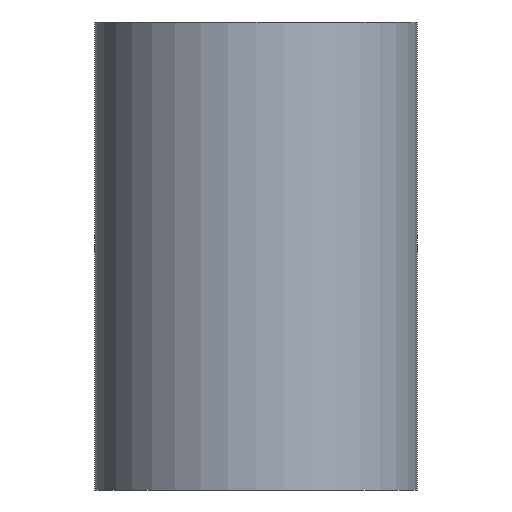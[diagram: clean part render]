
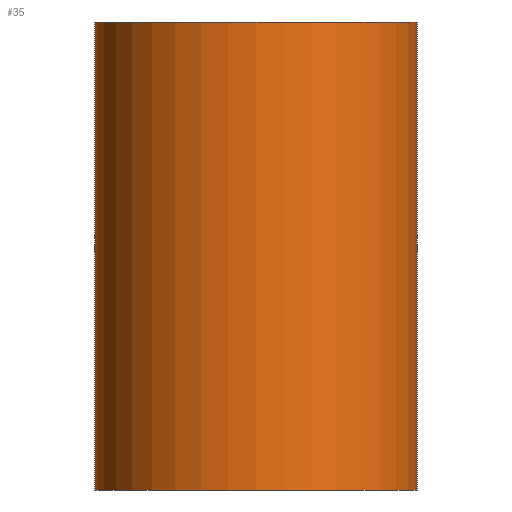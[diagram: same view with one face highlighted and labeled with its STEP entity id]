
A CAD part, front view. The second image highlights one B-rep face of the part: STEP entity #35.
In plain terms, the highlighted cylindrical face has radius 13.8 mm (diameter 27.6 mm), a full revolution.
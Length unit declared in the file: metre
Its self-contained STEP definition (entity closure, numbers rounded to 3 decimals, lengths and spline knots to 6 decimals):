
#35 = ADVANCED_FACE( '', ( #69, #70 ), #71, .T. );
#69 = FACE_OUTER_BOUND( '', #100, .T. );
#70 = FACE_OUTER_BOUND( '', #101, .T. );
#71 = CYLINDRICAL_SURFACE( '', #102, 0.0138 );
#100 = EDGE_LOOP( '', ( #130 ) );
#101 = EDGE_LOOP( '', ( #131 ) );
#102 = AXIS2_PLACEMENT_3D( '', #132, #133, #134 );
#130 = ORIENTED_EDGE( '', *, *, #169, .F. );
#131 = ORIENTED_EDGE( '', *, *, #170, .T. );
#132 = CARTESIAN_POINT( '', ( 0., 0., 0.04 ) );
#133 = DIRECTION( '', ( 0., 0., 1. ) );
#134 = DIRECTION( '', ( -1., 0., 0. ) );
#169 = EDGE_CURVE( '', #188, #188, #189, .T. );
#170 = EDGE_CURVE( '', #190, #190, #191, .T. );
#188 = VERTEX_POINT( '', #234 );
#189 = CIRCLE( '', #235, 0.0138 );
#190 = VERTEX_POINT( '', #236 );
#191 = CIRCLE( '', #237, 0.0138 );
#234 = CARTESIAN_POINT( '', ( 0.0138, 0., 0.04 ) );
#235 = AXIS2_PLACEMENT_3D( '', #257, #258, #259 );
#236 = CARTESIAN_POINT( '', ( 0.0138, 0., 0. ) );
#237 = AXIS2_PLACEMENT_3D( '', #260, #261, #262 );
#257 = CARTESIAN_POINT( '', ( 0., 0., 0.04 ) );
#258 = DIRECTION( '', ( 0., 0., 1. ) );
#259 = DIRECTION( '', ( 1., 0., 0. ) );
#260 = CARTESIAN_POINT( '', ( 0., 0., 0. ) );
#261 = DIRECTION( '', ( 0., 0., 1. ) );
#262 = DIRECTION( '', ( 1., 0., 0. ) );
